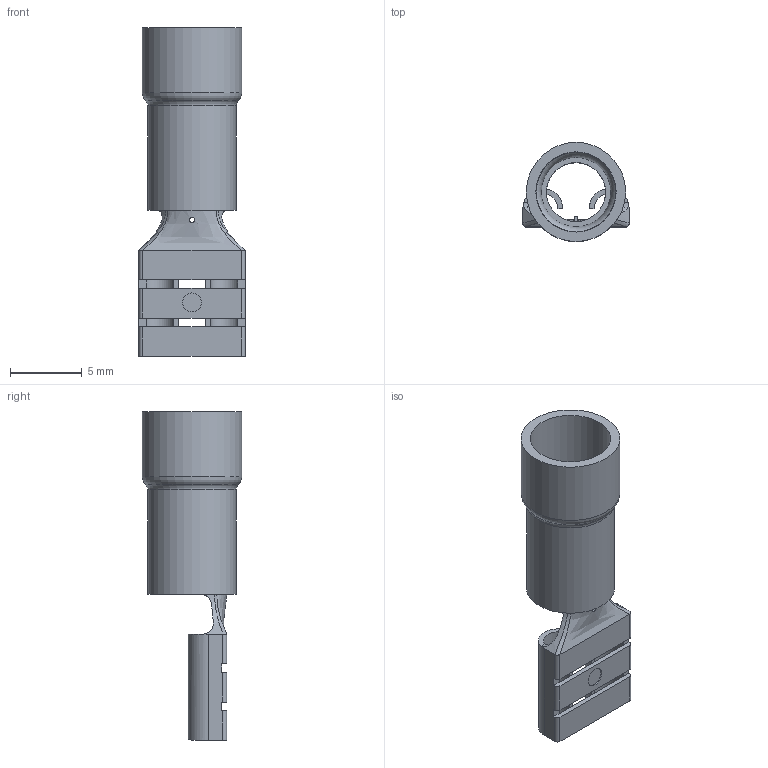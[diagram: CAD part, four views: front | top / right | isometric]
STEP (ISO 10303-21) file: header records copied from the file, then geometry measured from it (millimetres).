
FILE_DESCRIPTION(/* description */ (''),/* implementation_level */ '2;1');
FILE_NAME(/* name */ '12-10 female flat spade yellow.stp',/* time_stamp */ '2013-07-20T22:56:44-04:00',/* author */ ('Saville'),/* organization */ (''),/* preprocessor_version */ 'ST-DEVELOPER v15.2',/* originating_system */ 'Autodesk Inventor 2014',/* authorisation */ '');
FILE_SCHEMA (('AUTOMOTIVE_DESIGN { 1 0 10303 214 3 1 1 }'));
Length unit declared in the file: inch
Products named in the file (1): 12-10 female flat spade yellow
Bounding box: 7.38 x 6.9 x 22.86 mm (x, y, z)
Volume: 227.3 mm3; surface area: 950 mm2
Topology: 2 solids, 2 shells, 84 faces, 236 edges, 153 vertices
Faces by surface type: plane 40, cylinder 22, bspline 16, torus 5, cone 1
Full cylindrical faces by diameter (mm): 0.381 x1, 1.318 x1, 4.102 x1, 4.813 x2, 5.575 x1, 6.134 x1, 6.896 x1
Entity records: 3206 total; most frequent: CARTESIAN_POINT 1154, ORIENTED_EDGE 430, DIRECTION 384, EDGE_CURVE 215, VERTEX_POINT 146, AXIS2_PLACEMENT_3D 144, EDGE_LOOP 105, LINE 96
